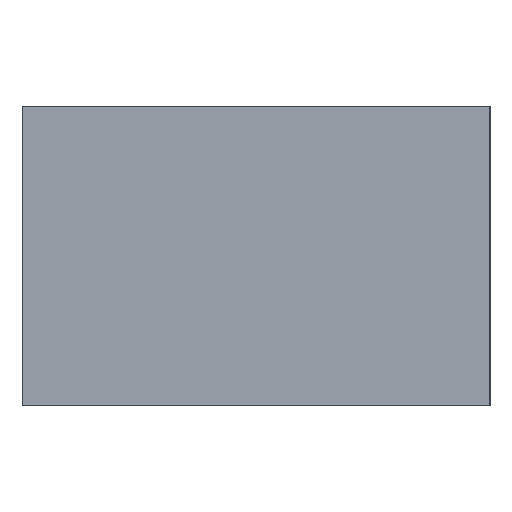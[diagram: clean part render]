
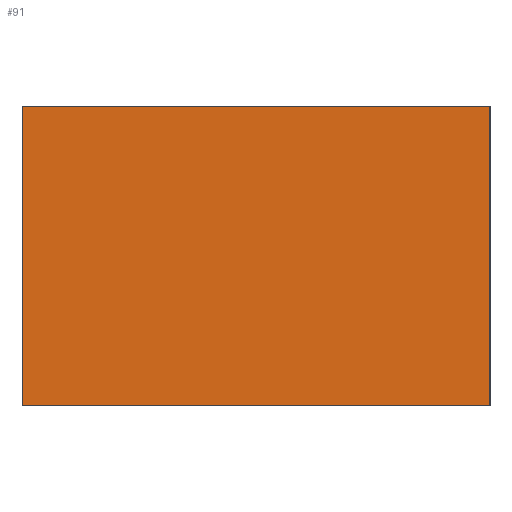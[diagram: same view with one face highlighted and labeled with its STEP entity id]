
A CAD part, left-side view. The second image highlights one B-rep face of the part: STEP entity #91.
In plain terms, the highlighted face is planar.
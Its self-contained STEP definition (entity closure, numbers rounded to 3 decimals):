
#91 = ADVANCED_FACE( '', ( #156 ), #157, .T. );
#156 = FACE_OUTER_BOUND( '', #206, .T. );
#157 = PLANE( '', #207 );
#206 = EDGE_LOOP( '', ( #254, #255, #256, #257 ) );
#207 = AXIS2_PLACEMENT_3D( '', #258, #259, #260 );
#254 = ORIENTED_EDGE( '', *, *, #344, .T. );
#255 = ORIENTED_EDGE( '', *, *, #345, .T. );
#256 = ORIENTED_EDGE( '', *, *, #346, .T. );
#257 = ORIENTED_EDGE( '', *, *, #347, .T. );
#258 = CARTESIAN_POINT( '', ( 0., 0., -0.25 ) );
#259 = DIRECTION( '', ( 0., 0., -1. ) );
#260 = DIRECTION( '', ( -1., 0., 0. ) );
#344 = EDGE_CURVE( '', #386, #387, #388, .T. );
#345 = EDGE_CURVE( '', #387, #389, #390, .T. );
#346 = EDGE_CURVE( '', #389, #391, #392, .T. );
#347 = EDGE_CURVE( '', #391, #386, #393, .T. );
#386 = VERTEX_POINT( '', #445 );
#387 = VERTEX_POINT( '', #446 );
#388 = LINE( '', #447, #448 );
#389 = VERTEX_POINT( '', #449 );
#390 = LINE( '', #450, #451 );
#391 = VERTEX_POINT( '', #452 );
#392 = LINE( '', #453, #454 );
#393 = LINE( '', #455, #456 );
#445 = CARTESIAN_POINT( '', ( 0.625, 0.4, -0.25 ) );
#446 = CARTESIAN_POINT( '', ( 0.625, -0.4, -0.25 ) );
#447 = CARTESIAN_POINT( '', ( 0.625, 0.4, -0.25 ) );
#448 = VECTOR( '', #505, 1000. );
#449 = CARTESIAN_POINT( '', ( -0.625, -0.4, -0.25 ) );
#450 = CARTESIAN_POINT( '', ( 0.625, -0.4, -0.25 ) );
#451 = VECTOR( '', #506, 1000. );
#452 = CARTESIAN_POINT( '', ( -0.625, 0.4, -0.25 ) );
#453 = CARTESIAN_POINT( '', ( -0.625, -0.4, -0.25 ) );
#454 = VECTOR( '', #507, 1000. );
#455 = CARTESIAN_POINT( '', ( -0.625, 0.4, -0.25 ) );
#456 = VECTOR( '', #508, 1000. );
#505 = DIRECTION( '', ( 0., -1., 0. ) );
#506 = DIRECTION( '', ( -1., 0., 0. ) );
#507 = DIRECTION( '', ( 0., 1., 0. ) );
#508 = DIRECTION( '', ( 1., 0., 0. ) );
